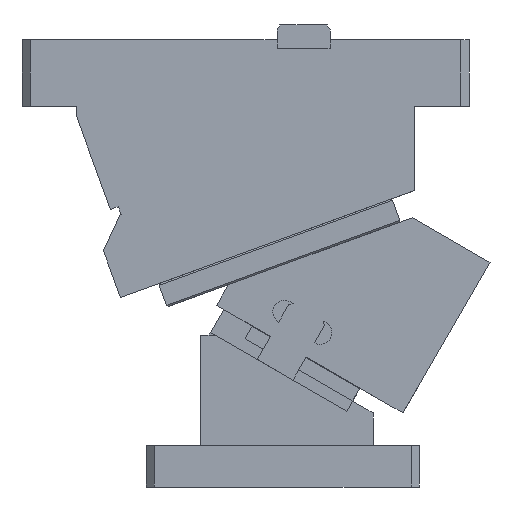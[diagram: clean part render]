
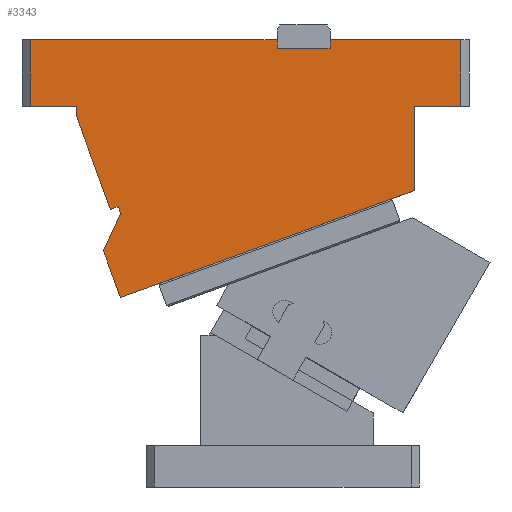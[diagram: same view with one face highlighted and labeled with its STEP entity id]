
A CAD part, front view. The second image highlights one B-rep face of the part: STEP entity #3343.
In plain terms, the highlighted planar face has unit normal (0, -1, 0).
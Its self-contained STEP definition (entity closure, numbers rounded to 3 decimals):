
#154=CARTESIAN_POINT('Line Origine',(-56.,0.,230.)) ;
#158=CARTESIAN_POINT('Vertex',(-42.,0.,230.)) ;
#160=CARTESIAN_POINT('Vertex',(-70.,0.,230.)) ;
#492=CARTESIAN_POINT('Vertex',(-70.,0.,270.)) ;
#497=CARTESIAN_POINT('Line Origine',(4.5,0.,270.)) ;
#501=CARTESIAN_POINT('Vertex',(79.,0.,270.)) ;
#828=CARTESIAN_POINT('Line Origine',(150.5,0.,270.)) ;
#832=CARTESIAN_POINT('Vertex',(190.,0.,270.)) ;
#834=CARTESIAN_POINT('Vertex',(111.,0.,270.)) ;
#1121=CARTESIAN_POINT('Vertex',(190.,0.,230.)) ;
#1124=CARTESIAN_POINT('Line Origine',(176.,0.,230.)) ;
#1128=CARTESIAN_POINT('Vertex',(162.,0.,230.)) ;
#1257=CARTESIAN_POINT('Line Origine',(162.,0.,204.525)) ;
#1261=CARTESIAN_POINT('Vertex',(162.,0.,179.05)) ;
#1288=CARTESIAN_POINT('Line Origine',(73.215,0.,146.735)) ;
#1292=CARTESIAN_POINT('Vertex',(-15.569,0.,114.42)) ;
#2562=CARTESIAN_POINT('Vertex',(-15.669,0.,164.4)) ;
#2576=CARTESIAN_POINT('Vertex',(-25.83,0.,142.611)) ;
#2579=CARTESIAN_POINT('Line Origine',(-20.75,0.,153.506)) ;
#2596=CARTESIAN_POINT('Line Origine',(-15.434,0.,164.486)) ;
#2600=CARTESIAN_POINT('Vertex',(-15.2,0.,164.571)) ;
#2695=CARTESIAN_POINT('Vertex',(-42.,0.,223.586)) ;
#2698=CARTESIAN_POINT('Line Origine',(-42.,0.,226.793)) ;
#2726=CARTESIAN_POINT('Vertex',(-21.608,0.,167.56)) ;
#2729=CARTESIAN_POINT('Line Origine',(-31.804,0.,195.573)) ;
#2859=CARTESIAN_POINT('Line Origine',(-19.259,0.,168.415)) ;
#2863=CARTESIAN_POINT('Vertex',(-16.91,0.,169.27)) ;
#2878=CARTESIAN_POINT('Line Origine',(-16.055,0.,166.921)) ;
#3119=CARTESIAN_POINT('Line Origine',(190.,0.,250.)) ;
#3171=CARTESIAN_POINT('Vertex',(111.,0.,265.)) ;
#3174=CARTESIAN_POINT('Line Origine',(111.,0.,267.5)) ;
#3230=CARTESIAN_POINT('Vertex',(79.,0.,265.)) ;
#3233=CARTESIAN_POINT('Line Origine',(95.,0.,265.)) ;
#3245=CARTESIAN_POINT('Line Origine',(79.,0.,267.5)) ;
#3301=CARTESIAN_POINT('Line Origine',(-70.,0.,250.)) ;
#3313=CARTESIAN_POINT('Axis2P3D Location',(11.25,0.,58.589)) ;
#3318=CARTESIAN_POINT('Line Origine',(-20.7,0.,128.516)) ;
#155=DIRECTION('Vector Direction',(-1.,0.,0.)) ;
#498=DIRECTION('Vector Direction',(-1.,0.,0.)) ;
#829=DIRECTION('Vector Direction',(-1.,0.,0.)) ;
#1125=DIRECTION('Vector Direction',(1.,0.,0.)) ;
#1258=DIRECTION('Vector Direction',(0.,0.,1.)) ;
#1289=DIRECTION('Vector Direction',(0.94,0.,0.342)) ;
#2580=DIRECTION('Vector Direction',(-0.423,0.,-0.906)) ;
#2597=DIRECTION('Vector Direction',(-0.94,0.,-0.342)) ;
#2699=DIRECTION('Vector Direction',(0.,0.,-1.)) ;
#2730=DIRECTION('Vector Direction',(0.342,0.,-0.94)) ;
#2860=DIRECTION('Vector Direction',(0.94,0.,0.342)) ;
#2879=DIRECTION('Vector Direction',(0.342,0.,-0.94)) ;
#3120=DIRECTION('Vector Direction',(0.,0.,-1.)) ;
#3175=DIRECTION('Vector Direction',(0.,0.,-1.)) ;
#3234=DIRECTION('Vector Direction',(1.,0.,0.)) ;
#3246=DIRECTION('Vector Direction',(0.,0.,-1.)) ;
#3302=DIRECTION('Vector Direction',(0.,0.,-1.)) ;
#3314=DIRECTION('Axis2P3D Direction',(0.,-1.,0.)) ;
#3315=DIRECTION('Axis2P3D XDirection',(0.94,0.,-0.342)) ;
#3319=DIRECTION('Vector Direction',(0.342,0.,-0.94)) ;
#3316=AXIS2_PLACEMENT_3D('Plane Axis2P3D',#3313,#3314,#3315) ;
#3324=ORIENTED_EDGE('',*,*,#1294,.T.) ;
#3325=ORIENTED_EDGE('',*,*,#1263,.F.) ;
#3326=ORIENTED_EDGE('',*,*,#1130,.T.) ;
#3327=ORIENTED_EDGE('',*,*,#3123,.F.) ;
#3328=ORIENTED_EDGE('',*,*,#836,.T.) ;
#3329=ORIENTED_EDGE('',*,*,#3178,.T.) ;
#3330=ORIENTED_EDGE('',*,*,#3237,.F.) ;
#3331=ORIENTED_EDGE('',*,*,#3249,.F.) ;
#3332=ORIENTED_EDGE('',*,*,#503,.T.) ;
#3333=ORIENTED_EDGE('',*,*,#3305,.T.) ;
#3334=ORIENTED_EDGE('',*,*,#162,.F.) ;
#3335=ORIENTED_EDGE('',*,*,#2702,.T.) ;
#3336=ORIENTED_EDGE('',*,*,#2733,.T.) ;
#3337=ORIENTED_EDGE('',*,*,#2865,.T.) ;
#3338=ORIENTED_EDGE('',*,*,#2882,.T.) ;
#3339=ORIENTED_EDGE('',*,*,#2602,.T.) ;
#3340=ORIENTED_EDGE('',*,*,#2583,.F.) ;
#3341=ORIENTED_EDGE('',*,*,#3322,.T.) ;
#156=VECTOR('Line Direction',#155,1.) ;
#499=VECTOR('Line Direction',#498,1.) ;
#830=VECTOR('Line Direction',#829,1.) ;
#1126=VECTOR('Line Direction',#1125,1.) ;
#1259=VECTOR('Line Direction',#1258,1.) ;
#1290=VECTOR('Line Direction',#1289,1.) ;
#2581=VECTOR('Line Direction',#2580,1.) ;
#2598=VECTOR('Line Direction',#2597,1.) ;
#2700=VECTOR('Line Direction',#2699,1.) ;
#2731=VECTOR('Line Direction',#2730,1.) ;
#2861=VECTOR('Line Direction',#2860,1.) ;
#2880=VECTOR('Line Direction',#2879,1.) ;
#3121=VECTOR('Line Direction',#3120,1.) ;
#3176=VECTOR('Line Direction',#3175,1.) ;
#3235=VECTOR('Line Direction',#3234,1.) ;
#3247=VECTOR('Line Direction',#3246,1.) ;
#3303=VECTOR('Line Direction',#3302,1.) ;
#3320=VECTOR('Line Direction',#3319,1.) ;
#3343=ADVANCED_FACE('CAM HOLDER',(#3342),#3317,.T.) ;
#162=EDGE_CURVE('',#159,#161,#157,.T.) ;
#503=EDGE_CURVE('',#502,#493,#500,.T.) ;
#836=EDGE_CURVE('',#833,#835,#831,.T.) ;
#1130=EDGE_CURVE('',#1129,#1122,#1127,.T.) ;
#1263=EDGE_CURVE('',#1129,#1262,#1260,.F.) ;
#1294=EDGE_CURVE('',#1293,#1262,#1291,.T.) ;
#2583=EDGE_CURVE('',#2577,#2563,#2582,.F.) ;
#2602=EDGE_CURVE('',#2601,#2563,#2599,.T.) ;
#2702=EDGE_CURVE('',#159,#2696,#2701,.T.) ;
#2733=EDGE_CURVE('',#2696,#2727,#2732,.T.) ;
#2865=EDGE_CURVE('',#2727,#2864,#2862,.T.) ;
#2882=EDGE_CURVE('',#2864,#2601,#2881,.T.) ;
#3123=EDGE_CURVE('',#833,#1122,#3122,.T.) ;
#3178=EDGE_CURVE('',#835,#3172,#3177,.T.) ;
#3237=EDGE_CURVE('',#3231,#3172,#3236,.T.) ;
#3249=EDGE_CURVE('',#502,#3231,#3248,.T.) ;
#3305=EDGE_CURVE('',#493,#161,#3304,.T.) ;
#3322=EDGE_CURVE('',#2577,#1293,#3321,.T.) ;
#3323=EDGE_LOOP('',(#3324,#3325,#3326,#3327,#3328,#3329,#3330,#3331,#3332,#3333,#3334,#3335,#3336,#3337,#3338,#3339,#3340,#3341)) ;
#3342=FACE_OUTER_BOUND('',#3323,.T.) ;
#157=LINE('Line',#154,#156) ;
#500=LINE('Line',#497,#499) ;
#831=LINE('Line',#828,#830) ;
#1127=LINE('Line',#1124,#1126) ;
#1260=LINE('Line',#1257,#1259) ;
#1291=LINE('Line',#1288,#1290) ;
#2582=LINE('Line',#2579,#2581) ;
#2599=LINE('Line',#2596,#2598) ;
#2701=LINE('Line',#2698,#2700) ;
#2732=LINE('Line',#2729,#2731) ;
#2862=LINE('Line',#2859,#2861) ;
#2881=LINE('Line',#2878,#2880) ;
#3122=LINE('Line',#3119,#3121) ;
#3177=LINE('Line',#3174,#3176) ;
#3236=LINE('Line',#3233,#3235) ;
#3248=LINE('Line',#3245,#3247) ;
#3304=LINE('Line',#3301,#3303) ;
#3321=LINE('Line',#3318,#3320) ;
#3317=PLANE('Plane',#3316) ;
#159=VERTEX_POINT('',#158) ;
#161=VERTEX_POINT('',#160) ;
#493=VERTEX_POINT('',#492) ;
#502=VERTEX_POINT('',#501) ;
#833=VERTEX_POINT('',#832) ;
#835=VERTEX_POINT('',#834) ;
#1122=VERTEX_POINT('',#1121) ;
#1129=VERTEX_POINT('',#1128) ;
#1262=VERTEX_POINT('',#1261) ;
#1293=VERTEX_POINT('',#1292) ;
#2563=VERTEX_POINT('',#2562) ;
#2577=VERTEX_POINT('',#2576) ;
#2601=VERTEX_POINT('',#2600) ;
#2696=VERTEX_POINT('',#2695) ;
#2727=VERTEX_POINT('',#2726) ;
#2864=VERTEX_POINT('',#2863) ;
#3172=VERTEX_POINT('',#3171) ;
#3231=VERTEX_POINT('',#3230) ;
